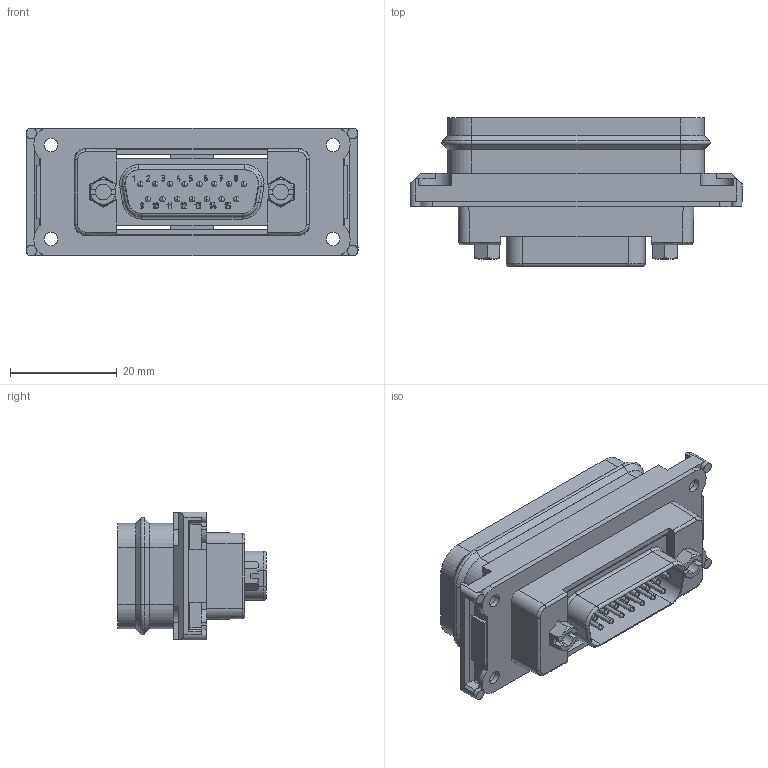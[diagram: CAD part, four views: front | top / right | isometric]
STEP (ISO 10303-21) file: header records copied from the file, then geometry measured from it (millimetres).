
FILE_DESCRIPTION(('Creo Elements/Direct Modeling STEP Export'),'2;1');
FILE_NAME('model.stp','2020-04-28T12:38:58',(''),(''),'Creo Elements/Direct Modeling STEP processor for AP214 (Solid Model)','Creo Elements/Direct Modeling 20.1A 29-Sep-2018 (C) Parametric Technology GmbH','');
FILE_SCHEMA(('AUTOMOTIVE_DESIGN { 1 0 10303 214 1 1 1 1 }'));
Length unit declared in the file: millimetre
Products named in the file (2): VS-15-A-GC-ST-ST
Assembly tree (1 placements, depth 2):
  VS-15-A-GC-ST-ST
    VS-15-A-GC-ST-ST
Bounding box: 62.3 x 27.87 x 24 mm (x, y, z)
Volume: 13327.7 mm3; surface area: 12033.1 mm2
Topology: 1 solids, 1 shells, 1375 faces, 3632 edges, 2356 vertices
Faces by surface type: plane 701, cylinder 514, torus 92, extrusion 38, cone 26, bspline 4
Entity records: 54091 total; most frequent: CARTESIAN_POINT 8982, ORIENTED_EDGE 7264, DIRECTION 7021, EDGE_CURVE 3632, AXIS2_PLACEMENT_3D 2373, VERTEX_POINT 2356, VECTOR 2275, LINE 2237
